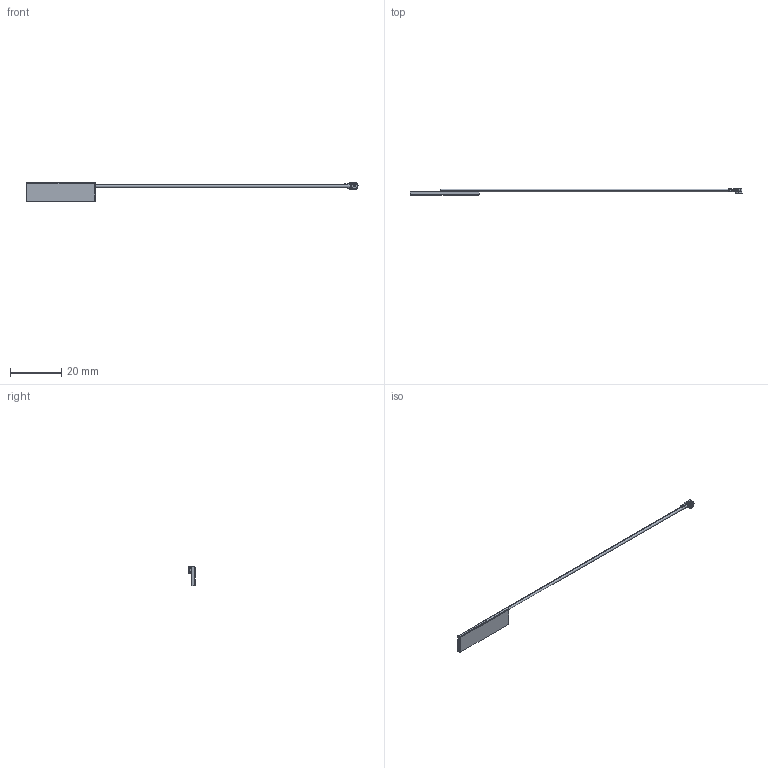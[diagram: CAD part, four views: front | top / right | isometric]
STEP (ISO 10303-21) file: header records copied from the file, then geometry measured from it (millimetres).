
FILE_DESCRIPTION (( 'STEP AP214' ), '1' );
FILE_NAME ('PE51207.step', '2020-06-18T14:25:56', ( '' ), ( '' ), 'SwSTEP 2.0', 'SolidWorks 2018', '' );
FILE_SCHEMA (( 'AUTOMOTIVE_DESIGN' ));
Length unit declared in the file: millimetre
Products named in the file (3): UFL_connector; PE51207; HG2403PU1-100IPEX_PCB W-CABLE
Assembly tree (2 placements, depth 2):
  PE51207
    HG2403PU1-100IPEX_PCB W-CABLE
    UFL_connector
Bounding box: 129.85 x 2.45 x 7.79 mm (x, y, z)
Volume: 373.6 mm3; surface area: 1173.3 mm2
Topology: 5 solids, 5 shells, 105 faces, 268 edges, 178 vertices
Faces by surface type: plane 73, cylinder 30, torus 2
Entity records: 4059 total; most frequent: CARTESIAN_POINT 642, ORIENTED_EDGE 536, DIRECTION 534, EDGE_CURVE 268, VECTOR 182, LINE 182, VERTEX_POINT 178, AXIS2_PLACEMENT_3D 176
